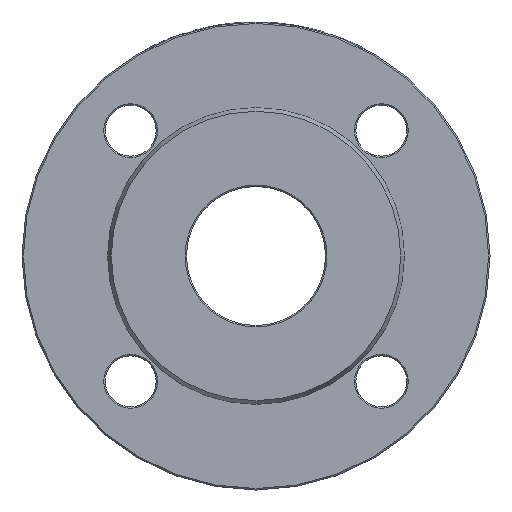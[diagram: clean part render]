
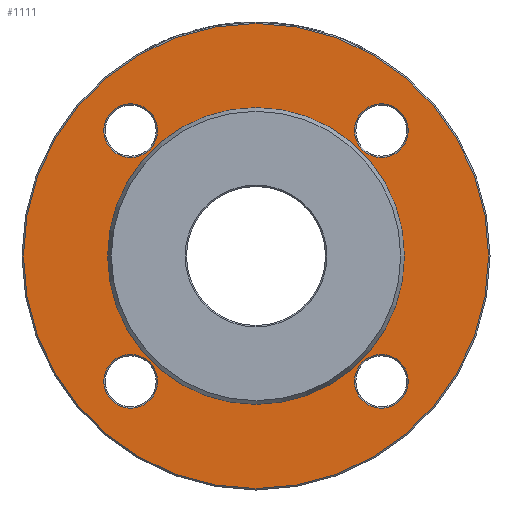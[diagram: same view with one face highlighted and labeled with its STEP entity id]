
A CAD part, left-side view. The second image highlights one B-rep face of the part: STEP entity #1111.
In plain terms, the highlighted planar face has unit normal (-1, 0, 0).
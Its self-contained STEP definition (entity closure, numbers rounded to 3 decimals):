
#11 = EDGE_CURVE ( 'NONE', #4101, #4101, #1173, .T. ) ;
#35 = AXIS2_PLACEMENT_3D ( 'NONE', #5296, #2459, #1350 ) ;
#48 = CARTESIAN_POINT ( 'NONE',  ( 3., 0., -82. ) ) ;
#81 = CARTESIAN_POINT ( 'NONE',  ( 3., -53.694, -44.194 ) ) ;
#156 = CARTESIAN_POINT ( 'NONE',  ( 3., 0., 52.336 ) ) ;
#473 = DIRECTION ( 'NONE',  ( -1., 0., 0. ) ) ;
#752 = VERTEX_POINT ( 'NONE', #81 ) ;
#768 = CIRCLE ( 'NONE', #5039, 52.336 ) ;
#783 = EDGE_LOOP ( 'NONE', ( #6306 ) ) ;
#792 = CARTESIAN_POINT ( 'NONE',  ( 3., 44.194, -53.694 ) ) ;
#848 = FACE_BOUND ( 'NONE', #1364, .T. ) ;
#873 = CIRCLE ( 'NONE', #4559, 9.5 ) ;
#878 = AXIS2_PLACEMENT_3D ( 'NONE', #6579, #6991, #6547 ) ;
#977 = ORIENTED_EDGE ( 'NONE', *, *, #2830, .F. ) ;
#998 = CARTESIAN_POINT ( 'NONE',  ( 3., -44.194, -44.194 ) ) ;
#1078 = AXIS2_PLACEMENT_3D ( 'NONE', #6924, #1902, #2377 ) ;
#1111 = ADVANCED_FACE ( 'NONE', ( #2400, #6950, #2998, #848, #7075, #1926 ), #5196, .F. ) ;
#1173 = CIRCLE ( 'NONE', #1770, 9.5 ) ;
#1350 = DIRECTION ( 'NONE',  ( 0., 1., 0. ) ) ;
#1364 = EDGE_LOOP ( 'NONE', ( #5710 ) ) ;
#1388 = VERTEX_POINT ( 'NONE', #5330 ) ;
#1590 = DIRECTION ( 'NONE',  ( 0., 0., 1. ) ) ;
#1597 = DIRECTION ( 'NONE',  ( 0., -1., 0. ) ) ;
#1770 = AXIS2_PLACEMENT_3D ( 'NONE', #3252, #5521, #1590 ) ;
#1825 = CIRCLE ( 'NONE', #878, 9.5 ) ;
#1902 = DIRECTION ( 'NONE',  ( -1., 0., 0. ) ) ;
#1926 = FACE_BOUND ( 'NONE', #4074, .T. ) ;
#2260 = DIRECTION ( 'NONE',  ( 1., 0., 0. ) ) ;
#2291 = EDGE_LOOP ( 'NONE', ( #2564 ) ) ;
#2377 = DIRECTION ( 'NONE',  ( 0., 0., -1. ) ) ;
#2400 = FACE_BOUND ( 'NONE', #5068, .T. ) ;
#2419 = VERTEX_POINT ( 'NONE', #48 ) ;
#2459 = DIRECTION ( 'NONE',  ( 1., 0., 0. ) ) ;
#2564 = ORIENTED_EDGE ( 'NONE', *, *, #11, .T. ) ;
#2830 = EDGE_CURVE ( 'NONE', #5255, #5255, #768, .T. ) ;
#2998 = FACE_BOUND ( 'NONE', #3432, .T. ) ;
#3039 = DIRECTION ( 'NONE',  ( 0., 0., -1. ) ) ;
#3056 = EDGE_CURVE ( 'NONE', #2419, #2419, #5473, .T. ) ;
#3252 = CARTESIAN_POINT ( 'NONE',  ( 3., -44.194, 44.194 ) ) ;
#3432 = EDGE_LOOP ( 'NONE', ( #6468 ) ) ;
#3553 = DIRECTION ( 'NONE',  ( 1., 0., 0. ) ) ;
#4074 = EDGE_LOOP ( 'NONE', ( #977 ) ) ;
#4101 = VERTEX_POINT ( 'NONE', #4659 ) ;
#4345 = ORIENTED_EDGE ( 'NONE', *, *, #4577, .T. ) ;
#4457 = DIRECTION ( 'NONE',  ( 0., 0., 1. ) ) ;
#4559 = AXIS2_PLACEMENT_3D ( 'NONE', #998, #2260, #1597 ) ;
#4577 = EDGE_CURVE ( 'NONE', #752, #752, #873, .T. ) ;
#4659 = CARTESIAN_POINT ( 'NONE',  ( 3., -44.194, 53.694 ) ) ;
#5039 = AXIS2_PLACEMENT_3D ( 'NONE', #5568, #473, #4457 ) ;
#5068 = EDGE_LOOP ( 'NONE', ( #4345 ) ) ;
#5196 = PLANE ( 'NONE',  #6757 ) ;
#5255 = VERTEX_POINT ( 'NONE', #156 ) ;
#5296 = CARTESIAN_POINT ( 'NONE',  ( 3., 44.194, 44.194 ) ) ;
#5330 = CARTESIAN_POINT ( 'NONE',  ( 3., 53.694, 44.194 ) ) ;
#5339 = EDGE_CURVE ( 'NONE', #5893, #5893, #1825, .T. ) ;
#5473 = CIRCLE ( 'NONE', #1078, 82. ) ;
#5521 = DIRECTION ( 'NONE',  ( 1., 0., 0. ) ) ;
#5568 = CARTESIAN_POINT ( 'NONE',  ( 3., 0., 0. ) ) ;
#5710 = ORIENTED_EDGE ( 'NONE', *, *, #5339, .T. ) ;
#5788 = EDGE_CURVE ( 'NONE', #1388, #1388, #6927, .T. ) ;
#5831 = CARTESIAN_POINT ( 'NONE',  ( 3., 52.336, 0. ) ) ;
#5893 = VERTEX_POINT ( 'NONE', #792 ) ;
#6306 = ORIENTED_EDGE ( 'NONE', *, *, #3056, .T. ) ;
#6468 = ORIENTED_EDGE ( 'NONE', *, *, #5788, .T. ) ;
#6547 = DIRECTION ( 'NONE',  ( 0., 0., -1. ) ) ;
#6579 = CARTESIAN_POINT ( 'NONE',  ( 3., 44.194, -44.194 ) ) ;
#6757 = AXIS2_PLACEMENT_3D ( 'NONE', #5831, #3553, #3039 ) ;
#6924 = CARTESIAN_POINT ( 'NONE',  ( 3., 0., 0. ) ) ;
#6927 = CIRCLE ( 'NONE', #35, 9.5 ) ;
#6950 = FACE_BOUND ( 'NONE', #2291, .T. ) ;
#6991 = DIRECTION ( 'NONE',  ( 1., 0., 0. ) ) ;
#7075 = FACE_OUTER_BOUND ( 'NONE', #783, .T. ) ;
